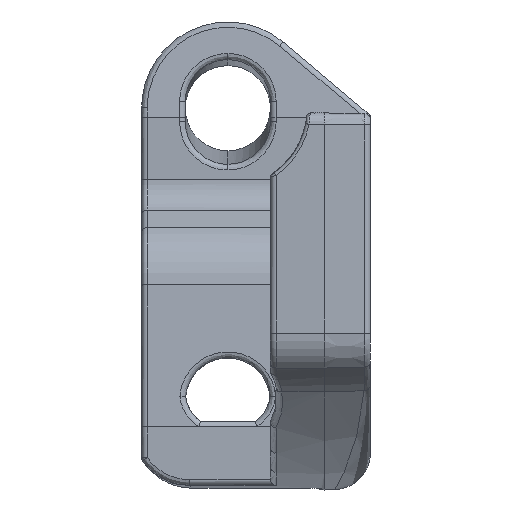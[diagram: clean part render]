
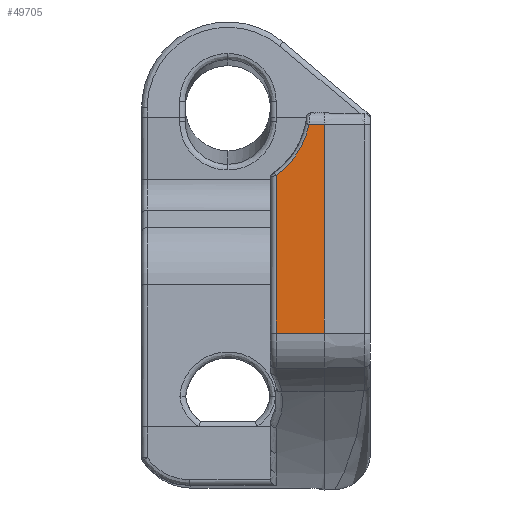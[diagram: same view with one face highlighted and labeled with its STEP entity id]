
A CAD part, left-side view. The second image highlights one B-rep face of the part: STEP entity #49705.
In plain terms, the highlighted planar face has unit normal (-1, 0, 0).
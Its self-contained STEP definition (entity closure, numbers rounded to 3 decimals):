
#14142=DIRECTION('',(0.,1.,0.));
#14143=VECTOR('',#14142,4.2);
#14144=CARTESIAN_POINT('',(-57.15,-8.4,-6.85));
#14145=LINE('',#14144,#14143);
#17884=CARTESIAN_POINT('',(-57.15,-7.063,11.3));
#17976=CARTESIAN_POINT('',(-57.15,0.,12.7));
#17977=DIRECTION('',(-1.,0.,0.));
#17978=DIRECTION('',(0.,-0.583,-0.812));
#17979=AXIS2_PLACEMENT_3D('',#17976,#17977,#17978);
#17984=DIRECTION('',(0.,1.,0.));
#17985=VECTOR('',#17984,1.337);
#17986=CARTESIAN_POINT('',(-57.15,-8.4,11.3));
#17987=LINE('',#17986,#17985);
#17991=DIRECTION('',(0.,0.,-1.));
#17992=VECTOR('',#17991,13.702);
#17993=CARTESIAN_POINT('',(-57.15,-4.2,6.852));
#17994=LINE('',#17993,#17992);
#18004=CARTESIAN_POINT('',(-57.15,-8.4,11.3));
#18023=DIRECTION('',(0.,0.,1.));
#18024=VECTOR('',#18023,18.15);
#18025=CARTESIAN_POINT('',(-57.15,-8.4,-6.85));
#18026=LINE('',#18025,#18024);
#30388=VERTEX_POINT('',#18004);
#30394=CARTESIAN_POINT('',(-57.15,-8.4,-6.85));
#30396=VERTEX_POINT('',#30394);
#30661=CARTESIAN_POINT('',(-57.15,-4.2,-6.85));
#30662=VERTEX_POINT('',#30661);
#31203=VERTEX_POINT('',#17884);
#31205=CARTESIAN_POINT('',(-57.15,-4.2,6.852));
#31206=VERTEX_POINT('',#31205);
#49692=CARTESIAN_POINT('',(-57.15,-8.4,11.3));
#49693=DIRECTION('',(1.,0.,0.));
#49694=DIRECTION('',(0.,0.,-1.));
#49695=AXIS2_PLACEMENT_3D('',#49692,#49693,#49694);
#49696=PLANE('',#49695);
#49697=ORIENTED_EDGE('',*,*,#49684,.T.);
#49698=ORIENTED_EDGE('',*,*,#49548,.F.);
#49700=ORIENTED_EDGE('',*,*,#49699,.F.);
#49701=ORIENTED_EDGE('',*,*,#44259,.T.);
#49702=ORIENTED_EDGE('',*,*,#44288,.F.);
#49703=EDGE_LOOP('',(#49697,#49698,#49700,#49701,#49702));
#49704=FACE_OUTER_BOUND('',#49703,.F.);
#17980=CIRCLE('',#17979,7.2);
#44259=EDGE_CURVE('',#30396,#30662,#14145,.T.);
#44288=EDGE_CURVE('',#31206,#30662,#17994,.T.);
#49548=EDGE_CURVE('',#30388,#31203,#17987,.T.);
#49684=EDGE_CURVE('',#31206,#31203,#17980,.T.);
#49699=EDGE_CURVE('',#30396,#30388,#18026,.T.);
#49705=ADVANCED_FACE('',(#49704),#49696,.F.);
